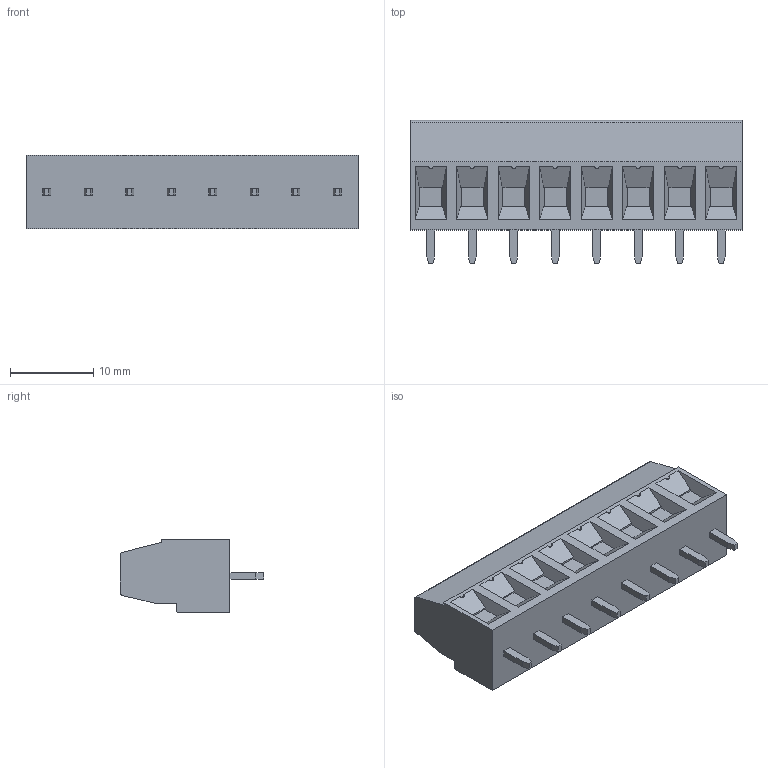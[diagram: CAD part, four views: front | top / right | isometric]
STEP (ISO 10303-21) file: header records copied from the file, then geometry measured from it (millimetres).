
FILE_DESCRIPTION(('STEP AP214'),'1');
FILE_NAME('MVS158-5-V-L.stp','2018-02-15T11:28:42',(' '),(' '),'Spatial InterOp 3D',' ',' ');
FILE_SCHEMA(('AUTOMOTIVE_DESIGN { 1 0 10303 214 1 1 1 1 }'));
Length unit declared in the file: metre
Products named in the file (1): 1
Bounding box: 40 x 17.25 x 8.9 mm (x, y, z)
Volume: 3700.7 mm3; surface area: 2487.7 mm2
Topology: 1 solids, 1 shells, 286 faces, 740 edges, 496 vertices
Faces by surface type: plane 243, cylinder 35, cone 8
Entity records: 10827 total; most frequent: CARTESIAN_POINT 1499, ORIENTED_EDGE 1448, DIRECTION 1384, EDGE_CURVE 724, LINE 638, VECTOR 638, VERTEX_POINT 488, AXIS2_PLACEMENT_3D 373
